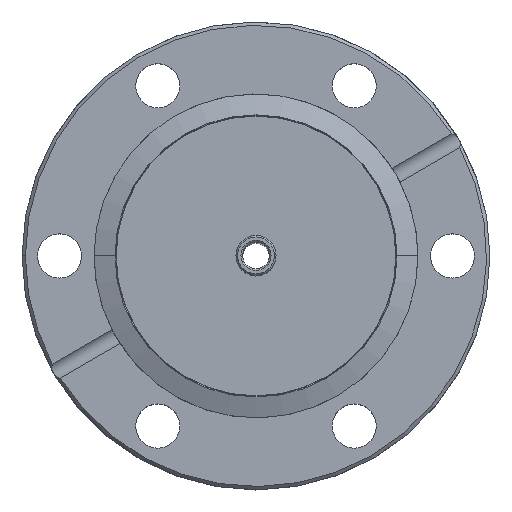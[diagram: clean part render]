
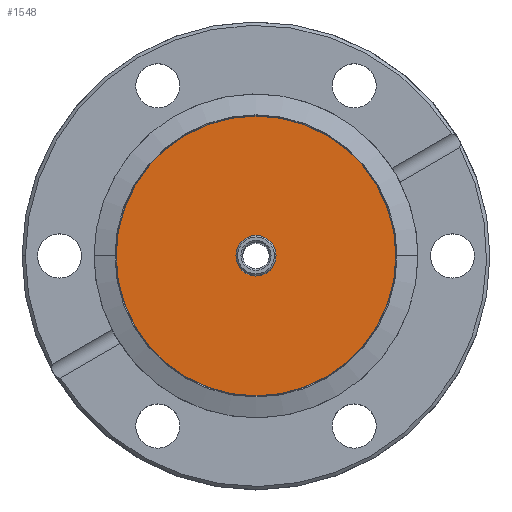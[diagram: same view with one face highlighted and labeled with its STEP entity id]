
A CAD part, top view. The second image highlights one B-rep face of the part: STEP entity #1548.
In plain terms, the highlighted planar face has unit normal (0, 0, 1).
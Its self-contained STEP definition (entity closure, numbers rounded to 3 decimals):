
#201 = CARTESIAN_POINT ( 'NONE',  ( 0., 0., -1.2 ) ) ;
#397 = DIRECTION ( 'NONE',  ( 1., 0., 0. ) ) ;
#431 = AXIS2_PLACEMENT_3D ( 'NONE', #1629, #1650, #1767 ) ;
#513 = ORIENTED_EDGE ( 'NONE', *, *, #1554, .F. ) ;
#605 = VERTEX_POINT ( 'NONE', #2014 ) ;
#615 = VERTEX_POINT ( 'NONE', #619 ) ;
#619 = CARTESIAN_POINT ( 'NONE',  ( 3., 0., -1.2 ) ) ;
#628 = ORIENTED_EDGE ( 'NONE', *, *, #2332, .F. ) ;
#742 = AXIS2_PLACEMENT_3D ( 'NONE', #2426, #2430, #2437 ) ;
#786 = AXIS2_PLACEMENT_3D ( 'NONE', #997, #2353, #1183 ) ;
#880 = AXIS2_PLACEMENT_3D ( 'NONE', #2368, #2378, #2383 ) ;
#897 = PLANE ( 'NONE',  #880 ) ;
#932 = AXIS2_PLACEMENT_3D ( 'NONE', #201, #1587, #397 ) ;
#942 = EDGE_CURVE ( 'NONE', #2267, #605, #2033, .T. ) ;
#997 = CARTESIAN_POINT ( 'NONE',  ( 0., 0., -1.2 ) ) ;
#998 = FACE_OUTER_BOUND ( 'NONE', #1832, .T. ) ;
#1015 = ORIENTED_EDGE ( 'NONE', *, *, #2338, .T. ) ;
#1183 = DIRECTION ( 'NONE',  ( 1., 0., 0. ) ) ;
#1275 = EDGE_LOOP ( 'NONE', ( #628, #513 ) ) ;
#1310 = CIRCLE ( 'NONE', #932, 20.898 ) ;
#1452 = FACE_BOUND ( 'NONE', #1275, .T. ) ;
#1548 = ADVANCED_FACE ( 'NONE', ( #1452, #998 ), #897, .T. ) ;
#1554 = EDGE_CURVE ( 'NONE', #1733, #615, #1797, .T. ) ;
#1587 = DIRECTION ( 'NONE',  ( 0., 0., 1. ) ) ;
#1629 = CARTESIAN_POINT ( 'NONE',  ( 0., 0., -1.2 ) ) ;
#1650 = DIRECTION ( 'NONE',  ( 0., 0., 1. ) ) ;
#1733 = VERTEX_POINT ( 'NONE', #2399 ) ;
#1767 = DIRECTION ( 'NONE',  ( 1., 0., 0. ) ) ;
#1797 = CIRCLE ( 'NONE', #742, 3. ) ;
#1832 = EDGE_LOOP ( 'NONE', ( #1015, #2063 ) ) ;
#2014 = CARTESIAN_POINT ( 'NONE',  ( 20.898, 0., -1.2 ) ) ;
#2033 = CIRCLE ( 'NONE', #431, 20.898 ) ;
#2063 = ORIENTED_EDGE ( 'NONE', *, *, #942, .T. ) ;
#2239 = CIRCLE ( 'NONE', #786, 3. ) ;
#2267 = VERTEX_POINT ( 'NONE', #2494 ) ;
#2332 = EDGE_CURVE ( 'NONE', #615, #1733, #2239, .T. ) ;
#2338 = EDGE_CURVE ( 'NONE', #605, #2267, #1310, .T. ) ;
#2353 = DIRECTION ( 'NONE',  ( 0., 0., 1. ) ) ;
#2368 = CARTESIAN_POINT ( 'NONE',  ( 0., 0., -1.2 ) ) ;
#2378 = DIRECTION ( 'NONE',  ( 0., 0., 1. ) ) ;
#2383 = DIRECTION ( 'NONE',  ( 1., 0., 0. ) ) ;
#2399 = CARTESIAN_POINT ( 'NONE',  ( -3., 0., -1.2 ) ) ;
#2426 = CARTESIAN_POINT ( 'NONE',  ( 0., 0., -1.2 ) ) ;
#2430 = DIRECTION ( 'NONE',  ( 0., 0., 1. ) ) ;
#2437 = DIRECTION ( 'NONE',  ( 1., 0., 0. ) ) ;
#2494 = CARTESIAN_POINT ( 'NONE',  ( -20.898, 0., -1.2 ) ) ;
